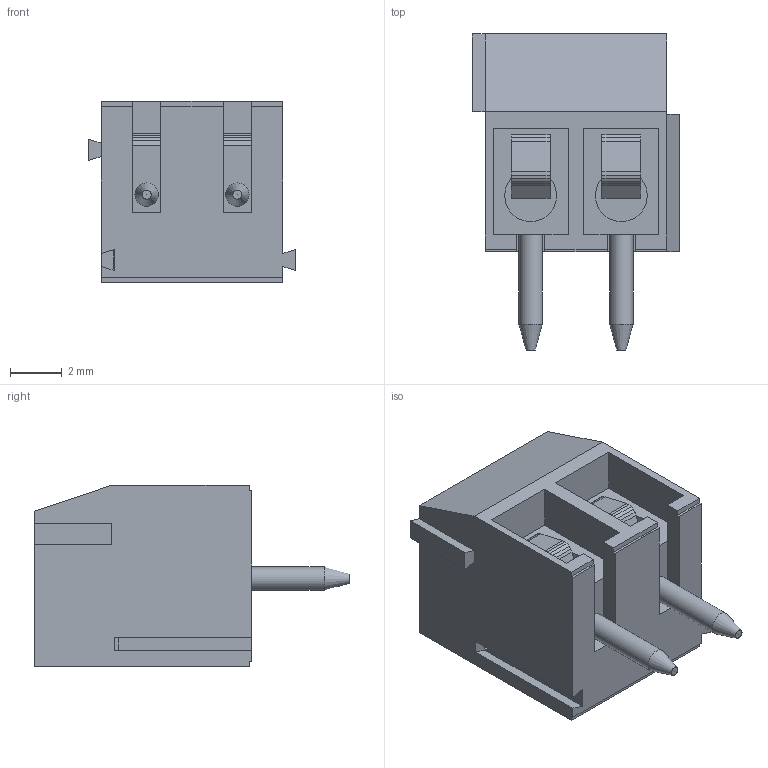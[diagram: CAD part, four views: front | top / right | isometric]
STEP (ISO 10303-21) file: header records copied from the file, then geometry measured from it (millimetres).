
FILE_DESCRIPTION(/* description */ ('STEP AP242','CAx-IF Rec.Pracs.---Representation and Presentation of Product Manufacturing Information (PMI)---4.0---2014-10-13','CAx-IF Rec.Pracs.---3D Tessellated Geometry---0.4---2014-09-14','2;1'),/* implementation_level */ '2;1');
FILE_NAME(/* name */ '675661ab579f5e3d4ecea771',/* time_stamp */ '2024-12-09T03:19:07Z',/* author */ (''),/* organization */ (''),/* preprocessor_version */ 'ST-DEVELOPER v20',/* originating_system */ 'ONSHAPE BY PTC INC, 1.190',/* authorisation */ ' ');
FILE_SCHEMA (('AP242_MANAGED_MODEL_BASED_3D_ENGINEERING_MIM_LF { 1 0 10303 442 1 1 4 }'));
Length unit declared in the file: metre
Products named in the file (1): terminal_blocks_a-tb350-te02
Bounding box: 7.99 x 12.19 x 7 mm (x, y, z)
Volume: 301.7 mm3; surface area: 588.4 mm2
Topology: 1 solids, 1 shells, 133 faces, 362 edges, 241 vertices
Faces by surface type: plane 121, cylinder 8, cone 4
Full cylindrical faces by diameter (mm): 0.899 x2, 2 x2, 2.99 x2, 3 x2
Entity records: 4953 total; most frequent: CARTESIAN_POINT 717, ORIENTED_EDGE 690, DIRECTION 631, EDGE_CURVE 345, LINE 327, VECTOR 327, VERTEX_POINT 238, FACE_BOUND 159
